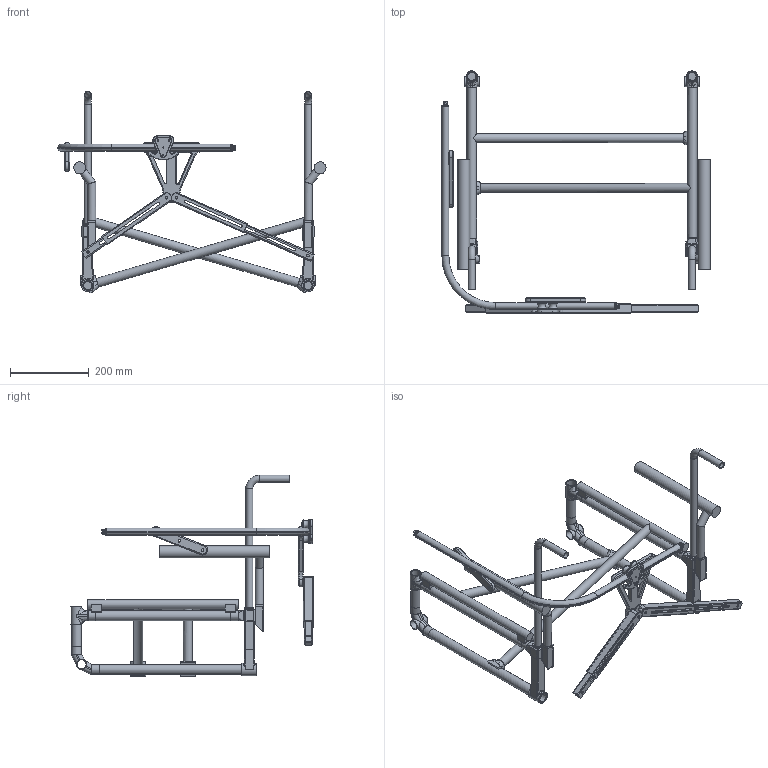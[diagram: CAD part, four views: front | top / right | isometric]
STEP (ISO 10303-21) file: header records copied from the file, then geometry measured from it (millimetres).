
FILE_DESCRIPTION(/* description */ ('STEP AP242','CAx-IF Rec.Pracs.---Representation and Presentation of Product Manufacturing Information (PMI)---4.0---2014-10-13','CAx-IF Rec.Pracs.---3D Tessellated Geometry---0.4---2014-09-14','2;1'),/* implementation_level */ '2;1');
FILE_NAME(/* name */ '6426d4bdaba1556bc7d8421c',/* time_stamp */ '2023-03-31T12:40:30+00:00',/* author */ (''),/* organization */ (''),/* preprocessor_version */ 'ST-DEVELOPER v18.102',/* originating_system */ ' ',/* authorisation */ ' ');
FILE_SCHEMA (('AP242_MANAGED_MODEL_BASED_3D_ENGINEERING_MIM_LF { 1 0 10303 442 1 1 4 }'));
Length unit declared in the file: metre
Products named in the file (27): Assembly 1; Part 1; Assembly 1 <1>; Part 2; Part 7; Part 4; Part 5; Part 6; Part 3
Assembly tree (49 placements, depth 3):
  Assembly 1
    Part 1  x3
    Part 1  x2
    Part 1  x2
    Part 1
    Part 1  x2
    Part 1
    Part 1  x2
    Part 1
    Part 1  x2
    Part 1  x2
    Part 1
    Part 1  x3
    Assembly 1 <1>
      Part 2  x2
      Part 2
      Part 1  x2
      Part 7  x2
      Part 1  x4
      Part 4  x2
      Part 2  x2
      Part 1  x2
      Part 5  x2
      Part 6  x2
      Part 3  x2
      Part 1  x2
      Part 1
Bounding box: 680.14 x 614.26 x 511.05 mm (x, y, z)
Volume: 2156358.2 mm3; surface area: 1033438.5 mm2
Topology: 48 solids, 48 shells, 888 faces, 2058 edges, 1295 vertices
Faces by surface type: plane 554, cylinder 225, cone 62, torus 29, bspline 18
Full cylindrical faces by diameter (mm): 2.9 x3, 3 x4, 5.08 x6, 5.18 x2, 6.35 x22, 7.9 x3, 8 x3, 8.4 x3, 12 x3, 15.24 x4, 16 x2, 17.78 x6, 20.32 x12, 22.86 x20, 25.4 x10, 25.425 x2, 30.48 x2, 31.75 x2
Entity records: 16181 total; most frequent: CARTESIAN_POINT 3274, DIRECTION 2623, ORIENTED_EDGE 2298, EDGE_CURVE 1149, AXIS2_PLACEMENT_3D 953, VERTEX_POINT 758, LINE 717, VECTOR 717
